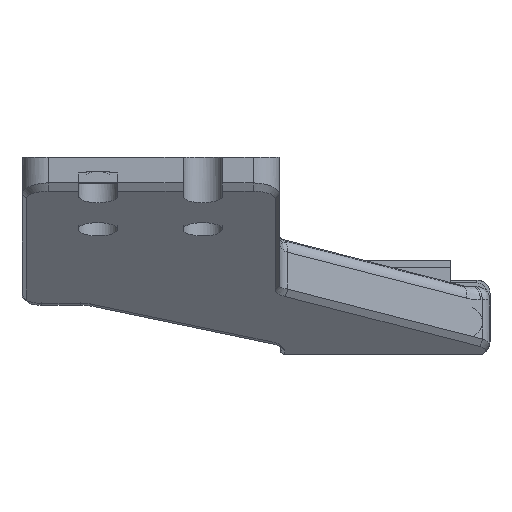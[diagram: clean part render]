
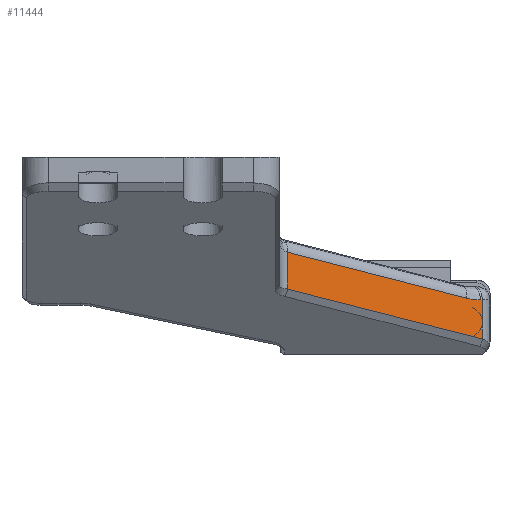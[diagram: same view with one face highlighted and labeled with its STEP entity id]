
A CAD part, left-side view. The second image highlights one B-rep face of the part: STEP entity #11444.
In plain terms, the highlighted planar face has unit normal (-0.797, -0.603, 0).
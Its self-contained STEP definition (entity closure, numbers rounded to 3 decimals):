
#102=ELLIPSE('',#12275,8.286,5.);
#399=PLANE('',#12334);
#1012=FACE_OUTER_BOUND('',#1698,.T.);
#1698=EDGE_LOOP('',(#9387,#9388,#9389,#9390,#9391,#9392,#9393));
#2550=B_SPLINE_CURVE_WITH_KNOTS('',3,(#26173,#26174,#26175,#26176),
 .UNSPECIFIED.,.F.,.F.,(4,4),(0.05,0.069),
 .UNSPECIFIED.);
#3066=LINE('',#25574,#4107);
#3082=LINE('',#25783,#4123);
#3084=LINE('',#25789,#4125);
#3138=LINE('',#26154,#4179);
#3145=LINE('',#26198,#4186);
#4107=VECTOR('',#14279,10.);
#4123=VECTOR('',#14347,10.);
#4125=VECTOR('',#14355,10.);
#4179=VECTOR('',#14491,10.);
#4186=VECTOR('',#14514,10.);
#5217=VERTEX_POINT('',#25571);
#5218=VERTEX_POINT('',#25573);
#5234=VERTEX_POINT('',#25758);
#5238=VERTEX_POINT('',#25775);
#5239=VERTEX_POINT('',#25788);
#5293=VERTEX_POINT('',#26153);
#5294=VERTEX_POINT('',#26172);
#6591=EDGE_CURVE('',#5217,#5218,#3066,.T.);
#6621=EDGE_CURVE('',#5218,#5234,#102,.T.);
#6629=EDGE_CURVE('',#5234,#5238,#3082,.T.);
#6631=EDGE_CURVE('',#5238,#5239,#3084,.T.);
#6717=EDGE_CURVE('',#5293,#5239,#3138,.T.);
#6719=EDGE_CURVE('',#5294,#5293,#2550,.T.);
#6726=EDGE_CURVE('',#5294,#5217,#3145,.T.);
#9387=ORIENTED_EDGE('',*,*,#6591,.F.);
#9388=ORIENTED_EDGE('',*,*,#6726,.F.);
#9389=ORIENTED_EDGE('',*,*,#6719,.T.);
#9390=ORIENTED_EDGE('',*,*,#6717,.T.);
#9391=ORIENTED_EDGE('',*,*,#6631,.F.);
#9392=ORIENTED_EDGE('',*,*,#6629,.F.);
#9393=ORIENTED_EDGE('',*,*,#6621,.F.);
#11444=ADVANCED_FACE('',(#1012),#399,.T.);
#12275=AXIS2_PLACEMENT_3D('',#25760,#14330,#14331);
#12334=AXIS2_PLACEMENT_3D('',#26199,#14515,#14516);
#14279=DIRECTION('',(0.591,-0.781,-0.2));
#14330=DIRECTION('center_axis',(-0.797,-0.603,0.));
#14331=DIRECTION('ref_axis',(0.603,-0.797,0.));
#14347=DIRECTION('',(0.603,-0.797,0.));
#14355=DIRECTION('',(0.,0.,-1.));
#14491=DIRECTION('',(0.591,-0.781,-0.2));
#14514=DIRECTION('',(0.,0.,1.));
#14515=DIRECTION('center_axis',(-0.797,-0.603,0.));
#14516=DIRECTION('ref_axis',(-0.603,0.797,0.));
#25571=CARTESIAN_POINT('',(75.698,-2.062,-61.827));
#25573=CARTESIAN_POINT('',(96.423,-29.449,-68.842));
#25574=CARTESIAN_POINT('',(85.477,-14.985,-65.137));
#25758=CARTESIAN_POINT('',(98.026,-31.568,-69.106));
#25760=CARTESIAN_POINT('Origin',(98.026,-31.568,-64.106));
#25775=CARTESIAN_POINT('',(98.226,-31.833,-69.106));
#25783=CARTESIAN_POINT('',(99.315,-33.272,-69.106));
#25788=CARTESIAN_POINT('',(98.226,-31.833,-75.084));
#25789=CARTESIAN_POINT('',(98.226,-31.833,-61.406));
#26153=CARTESIAN_POINT('',(75.81,-2.211,-67.497));
#26154=CARTESIAN_POINT('',(85.807,-15.421,-70.88));
#26172=CARTESIAN_POINT('',(75.698,-2.062,-67.468));
#26173=CARTESIAN_POINT('Ctrl Pts',(75.698,-2.063,-67.468));
#26174=CARTESIAN_POINT('Ctrl Pts',(75.736,-2.112,-67.474));
#26175=CARTESIAN_POINT('Ctrl Pts',(75.773,-2.162,-67.484));
#26176=CARTESIAN_POINT('Ctrl Pts',(75.81,-2.211,-67.497));
#26198=CARTESIAN_POINT('',(75.698,-2.062,-47.306));
#26199=CARTESIAN_POINT('Origin',(99.127,-33.023,-47.306));
